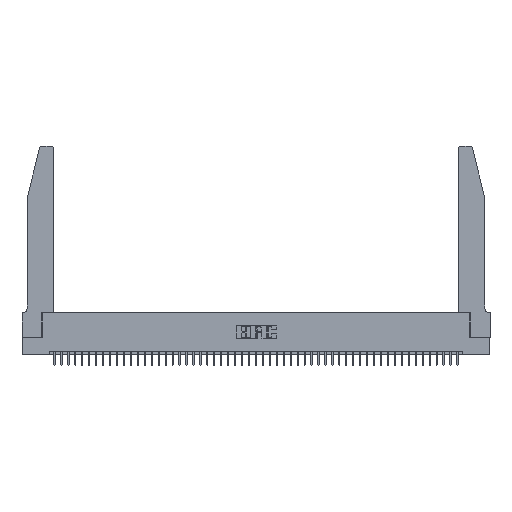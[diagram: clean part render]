
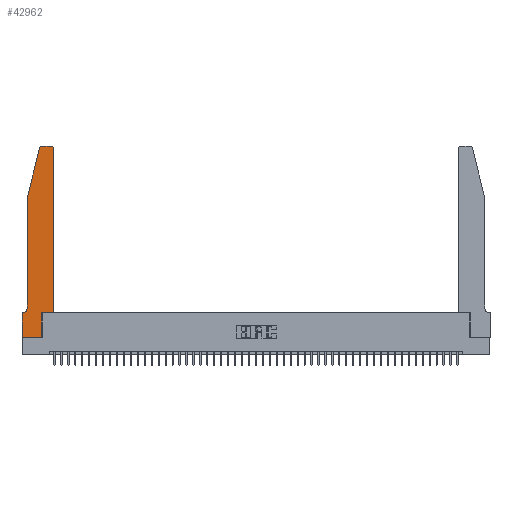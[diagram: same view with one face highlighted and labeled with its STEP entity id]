
A CAD part, top view. The second image highlights one B-rep face of the part: STEP entity #42962.
In plain terms, the highlighted planar face has unit normal (0, 0, 1).
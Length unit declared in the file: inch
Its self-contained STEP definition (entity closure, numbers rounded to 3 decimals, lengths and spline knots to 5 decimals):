
#330 = CARTESIAN_POINT ( 'NONE',  ( 0.4205, 2.75, 0.37 ) ) ;
#539 = LINE ( 'NONE', #46070, #48331 ) ;
#741 = VERTEX_POINT ( 'NONE', #21383 ) ;
#1384 = DIRECTION ( 'NONE',  ( -1., 0., 0. ) ) ;
#1402 = VERTEX_POINT ( 'NONE', #36927 ) ;
#2010 = DIRECTION ( 'NONE',  ( 0., -1., 0. ) ) ;
#2853 = VERTEX_POINT ( 'NONE', #40722 ) ;
#3997 = VECTOR ( 'NONE', #42068, 39.37008 ) ;
#4292 = CARTESIAN_POINT ( 'NONE',  ( 0., 0., 0.37 ) ) ;
#5361 = VERTEX_POINT ( 'NONE', #47139 ) ;
#6417 = AXIS2_PLACEMENT_3D ( 'NONE', #46256, #16377, #42669 ) ;
#7607 = CARTESIAN_POINT ( 'NONE',  ( 0.0755, 2., 0.37 ) ) ;
#8792 = CARTESIAN_POINT ( 'NONE',  ( 0.2605, 2.75, 0.37 ) ) ;
#8808 = ORIENTED_EDGE ( 'NONE', *, *, #43271, .T. ) ;
#8902 = EDGE_CURVE ( 'NONE', #36516, #2853, #43051, .T. ) ;
#9248 = DIRECTION ( 'NONE',  ( 1., 0., 0. ) ) ;
#9865 = VERTEX_POINT ( 'NONE', #38780 ) ;
#10053 = ORIENTED_EDGE ( 'NONE', *, *, #40909, .T. ) ;
#10564 = ORIENTED_EDGE ( 'NONE', *, *, #31026, .T. ) ;
#10571 = CARTESIAN_POINT ( 'NONE',  ( 0.0755, 2., 0.37 ) ) ;
#11456 = DIRECTION ( 'NONE',  ( -0.239, -0.971, 0. ) ) ;
#11553 = CARTESIAN_POINT ( 'NONE',  ( 0.4505, 0.35, 0.37 ) ) ;
#12482 = LINE ( 'NONE', #27029, #30182 ) ;
#12519 = ORIENTED_EDGE ( 'NONE', *, *, #37568, .T. ) ;
#12599 = PLANE ( 'NONE',  #6417 ) ;
#14282 = EDGE_CURVE ( 'NONE', #22299, #15242, #38286, .T. ) ;
#15242 = VERTEX_POINT ( 'NONE', #330 ) ;
#15889 = ORIENTED_EDGE ( 'NONE', *, *, #23871, .T. ) ;
#16020 = CARTESIAN_POINT ( 'NONE',  ( 0.284, 2.72, 0.37 ) ) ;
#16377 = DIRECTION ( 'NONE',  ( 0., 0., 1. ) ) ;
#18026 = DIRECTION ( 'NONE',  ( 1., 0., 0. ) ) ;
#18445 = VERTEX_POINT ( 'NONE', #11553 ) ;
#19005 = DIRECTION ( 'NONE',  ( 0., 0., 1. ) ) ;
#19830 = DIRECTION ( 'NONE',  ( 1., 0., 0. ) ) ;
#20149 = ORIENTED_EDGE ( 'NONE', *, *, #33673, .T. ) ;
#20630 = EDGE_CURVE ( 'NONE', #5361, #34888, #35713, .T. ) ;
#21101 = AXIS2_PLACEMENT_3D ( 'NONE', #41496, #19005, #45257 ) ;
#21383 = CARTESIAN_POINT ( 'NONE',  ( 0.2865, 0.35, 0.37 ) ) ;
#21672 = VERTEX_POINT ( 'NONE', #41562 ) ;
#22299 = VERTEX_POINT ( 'NONE', #23165 ) ;
#22302 = ORIENTED_EDGE ( 'NONE', *, *, #41673, .T. ) ;
#23165 = CARTESIAN_POINT ( 'NONE',  ( 0.4505, 2.72, 0.37 ) ) ;
#23210 = VERTEX_POINT ( 'NONE', #25852 ) ;
#23219 = CARTESIAN_POINT ( 'NONE',  ( 0.2865, 0.35, 0.37 ) ) ;
#23871 = EDGE_CURVE ( 'NONE', #2853, #9865, #37227, .T. ) ;
#24035 = LINE ( 'NONE', #10571, #43993 ) ;
#24111 = DIRECTION ( 'NONE',  ( 0., 0., -1. ) ) ;
#24339 = ORIENTED_EDGE ( 'NONE', *, *, #14282, .T. ) ;
#24731 = CARTESIAN_POINT ( 'NONE',  ( 0., 0., 0.37 ) ) ;
#25053 = AXIS2_PLACEMENT_3D ( 'NONE', #16020, #42316, #19830 ) ;
#25852 = CARTESIAN_POINT ( 'NONE',  ( 0.0755, 0.42, 0.37 ) ) ;
#26562 = ORIENTED_EDGE ( 'NONE', *, *, #47453, .T. ) ;
#26883 = VECTOR ( 'NONE', #2010, 39.37008 ) ;
#27029 = CARTESIAN_POINT ( 'NONE',  ( 0.0755, 0.35, 0.37 ) ) ;
#27151 = LINE ( 'NONE', #8792, #34804 ) ;
#28071 = CARTESIAN_POINT ( 'NONE',  ( 0.4505, 0.35, 0.37 ) ) ;
#28150 = AXIS2_PLACEMENT_3D ( 'NONE', #46557, #24111, #1384 ) ;
#30182 = VECTOR ( 'NONE', #45693, 39.37008 ) ;
#30622 = EDGE_LOOP ( 'NONE', ( #22302, #37616, #15889, #8808, #10564, #10053, #31391, #12519, #26562, #30719, #20149, #24339 ) ) ;
#30719 = ORIENTED_EDGE ( 'NONE', *, *, #40394, .T. ) ;
#31026 = EDGE_CURVE ( 'NONE', #23210, #1402, #47844, .T. ) ;
#31391 = ORIENTED_EDGE ( 'NONE', *, *, #20630, .T. ) ;
#33673 = EDGE_CURVE ( 'NONE', #18445, #22299, #539, .T. ) ;
#33764 = LINE ( 'NONE', #28071, #42524 ) ;
#33766 = CARTESIAN_POINT ( 'NONE',  ( 0.284, 2.75, 0.37 ) ) ;
#34804 = VECTOR ( 'NONE', #42703, 39.37008 ) ;
#34888 = VERTEX_POINT ( 'NONE', #4292 ) ;
#35713 = LINE ( 'NONE', #24731, #26883 ) ;
#36273 = LINE ( 'NONE', #44301, #45014 ) ;
#36516 = VERTEX_POINT ( 'NONE', #33766 ) ;
#36927 = CARTESIAN_POINT ( 'NONE',  ( 0.0055, 0.35, 0.37 ) ) ;
#36928 = DIRECTION ( 'NONE',  ( 0., -1., 0. ) ) ;
#37227 = LINE ( 'NONE', #7607, #45973 ) ;
#37568 = EDGE_CURVE ( 'NONE', #34888, #21672, #36273, .T. ) ;
#37616 = ORIENTED_EDGE ( 'NONE', *, *, #8902, .T. ) ;
#38174 = FACE_OUTER_BOUND ( 'NONE', #30622, .T. ) ;
#38286 = CIRCLE ( 'NONE', #21101, 0.03 ) ;
#38780 = CARTESIAN_POINT ( 'NONE',  ( 0.0755, 2., 0.37 ) ) ;
#40394 = EDGE_CURVE ( 'NONE', #741, #18445, #33764, .T. ) ;
#40722 = CARTESIAN_POINT ( 'NONE',  ( 0.25487, 2.72718, 0.37 ) ) ;
#40909 = EDGE_CURVE ( 'NONE', #1402, #5361, #12482, .T. ) ;
#41496 = CARTESIAN_POINT ( 'NONE',  ( 0.4205, 2.72, 0.37 ) ) ;
#41562 = CARTESIAN_POINT ( 'NONE',  ( 0.2865, 0., 0.37 ) ) ;
#41673 = EDGE_CURVE ( 'NONE', #15242, #36516, #27151, .T. ) ;
#42068 = DIRECTION ( 'NONE',  ( 0., 1., 0. ) ) ;
#42316 = DIRECTION ( 'NONE',  ( 0., 0., 1. ) ) ;
#42485 = DIRECTION ( 'NONE',  ( 0., 1., 0. ) ) ;
#42524 = VECTOR ( 'NONE', #9248, 39.37008 ) ;
#42669 = DIRECTION ( 'NONE',  ( 1., 0., 0. ) ) ;
#42703 = DIRECTION ( 'NONE',  ( -1., 0., 0. ) ) ;
#42923 = LINE ( 'NONE', #23219, #3997 ) ;
#42962 = ADVANCED_FACE ( 'NONE', ( #38174 ), #12599, .T. ) ;
#43051 = CIRCLE ( 'NONE', #25053, 0.03 ) ;
#43271 = EDGE_CURVE ( 'NONE', #9865, #23210, #24035, .T. ) ;
#43993 = VECTOR ( 'NONE', #36928, 39.37008 ) ;
#44301 = CARTESIAN_POINT ( 'NONE',  ( 0., 0., 0.37 ) ) ;
#45014 = VECTOR ( 'NONE', #18026, 39.37008 ) ;
#45257 = DIRECTION ( 'NONE',  ( 1., 0., 0. ) ) ;
#45693 = DIRECTION ( 'NONE',  ( -1., 0., 0. ) ) ;
#45973 = VECTOR ( 'NONE', #11456, 39.37008 ) ;
#46070 = CARTESIAN_POINT ( 'NONE',  ( 0.4505, 0.35, 0.37 ) ) ;
#46256 = CARTESIAN_POINT ( 'NONE',  ( 0., 0.35, 0.37 ) ) ;
#46557 = CARTESIAN_POINT ( 'NONE',  ( 0.0055, 0.42, 0.37 ) ) ;
#47139 = CARTESIAN_POINT ( 'NONE',  ( 0., 0.35, 0.37 ) ) ;
#47453 = EDGE_CURVE ( 'NONE', #21672, #741, #42923, .T. ) ;
#47844 = CIRCLE ( 'NONE', #28150, 0.07 ) ;
#48331 = VECTOR ( 'NONE', #42485, 39.37008 ) ;
